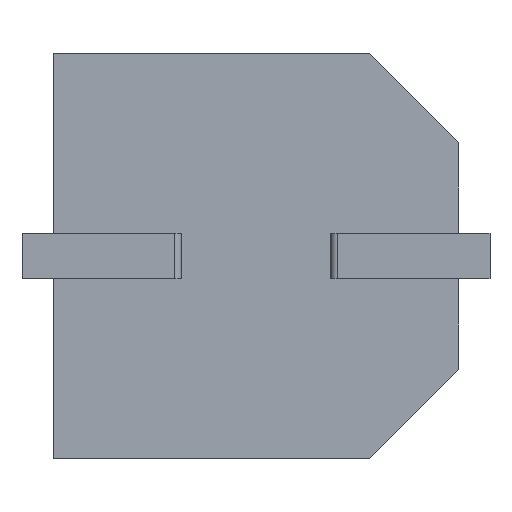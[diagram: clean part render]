
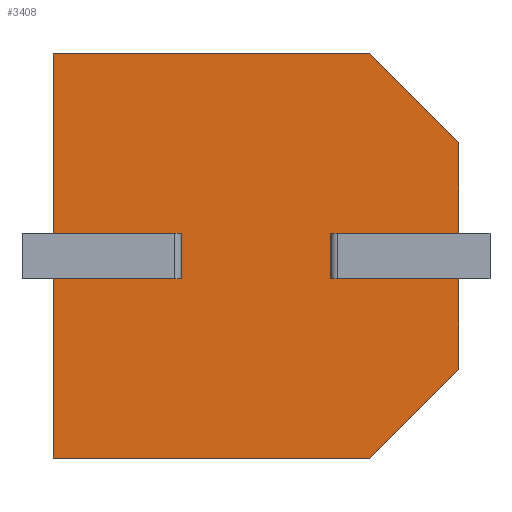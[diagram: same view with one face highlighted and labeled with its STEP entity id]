
A CAD part, front view. The second image highlights one B-rep face of the part: STEP entity #3408.
In plain terms, the highlighted planar face has unit normal (0, -1, 0).
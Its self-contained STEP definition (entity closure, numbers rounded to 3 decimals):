
#35 = CARTESIAN_POINT ( 'NONE',  ( 4.1, 0., -5.775 ) ) ;
#101 = ORIENTED_EDGE ( 'NONE', *, *, #209, .F. ) ;
#109 = EDGE_CURVE ( 'NONE', #414, #2661, #1807, .T. ) ;
#125 = DIRECTION ( 'NONE',  ( 0., 0., 1. ) ) ;
#127 = VECTOR ( 'NONE', #3165, 1000. ) ;
#152 = CARTESIAN_POINT ( 'NONE',  ( 0., 0., -5.775 ) ) ;
#185 = CARTESIAN_POINT ( 'NONE',  ( 13., 0., -5.775 ) ) ;
#209 = EDGE_CURVE ( 'NONE', #1948, #2661, #2057, .T. ) ;
#229 = DIRECTION ( 'NONE',  ( 1., 0., 0. ) ) ;
#261 = ORIENTED_EDGE ( 'NONE', *, *, #1757, .T. ) ;
#289 = LINE ( 'NONE', #3091, #2820 ) ;
#320 = CARTESIAN_POINT ( 'NONE',  ( 4.1, 0., -7.225 ) ) ;
#329 = CARTESIAN_POINT ( 'NONE',  ( 0., 0., -13. ) ) ;
#351 = CARTESIAN_POINT ( 'NONE',  ( 10.134, 0., 0. ) ) ;
#354 = DIRECTION ( 'NONE',  ( 1., 0., 0. ) ) ;
#357 = LINE ( 'NONE', #3509, #2982 ) ;
#362 = ORIENTED_EDGE ( 'NONE', *, *, #2994, .F. ) ;
#405 = VECTOR ( 'NONE', #2361, 1000. ) ;
#414 = VERTEX_POINT ( 'NONE', #2154 ) ;
#415 = EDGE_CURVE ( 'NONE', #2297, #2019, #1155, .T. ) ;
#436 = CARTESIAN_POINT ( 'NONE',  ( 0., 0., 0. ) ) ;
#467 = DIRECTION ( 'NONE',  ( 0., 0., -1. ) ) ;
#579 = VERTEX_POINT ( 'NONE', #351 ) ;
#635 = VECTOR ( 'NONE', #229, 1000. ) ;
#643 = LINE ( 'NONE', #1720, #3486 ) ;
#741 = ORIENTED_EDGE ( 'NONE', *, *, #1252, .T. ) ;
#756 = CARTESIAN_POINT ( 'NONE',  ( 0., 0., 0. ) ) ;
#798 = ORIENTED_EDGE ( 'NONE', *, *, #2138, .F. ) ;
#900 = VECTOR ( 'NONE', #1959, 1000. ) ;
#904 = CARTESIAN_POINT ( 'NONE',  ( 13., 0., -7.225 ) ) ;
#995 = CARTESIAN_POINT ( 'NONE',  ( 10.134, 0., -13. ) ) ;
#1091 = VERTEX_POINT ( 'NONE', #35 ) ;
#1149 = VECTOR ( 'NONE', #1324, 1000. ) ;
#1153 = VECTOR ( 'NONE', #125, 1000. ) ;
#1155 = LINE ( 'NONE', #1877, #2192 ) ;
#1215 = ORIENTED_EDGE ( 'NONE', *, *, #1438, .T. ) ;
#1252 = EDGE_CURVE ( 'NONE', #1595, #414, #1401, .T. ) ;
#1271 = CARTESIAN_POINT ( 'NONE',  ( 0., 0., -7.225 ) ) ;
#1296 = VERTEX_POINT ( 'NONE', #904 ) ;
#1324 = DIRECTION ( 'NONE',  ( 0., 0., -1. ) ) ;
#1341 = DIRECTION ( 'NONE',  ( -1., 0., 0. ) ) ;
#1371 = ORIENTED_EDGE ( 'NONE', *, *, #109, .T. ) ;
#1401 = LINE ( 'NONE', #2816, #1153 ) ;
#1438 = EDGE_CURVE ( 'NONE', #1946, #1952, #2051, .T. ) ;
#1454 = CARTESIAN_POINT ( 'NONE',  ( 0., 0., 0. ) ) ;
#1460 = ORIENTED_EDGE ( 'NONE', *, *, #415, .T. ) ;
#1464 = DIRECTION ( 'NONE',  ( 0.707, 0., 0.707 ) ) ;
#1521 = EDGE_CURVE ( 'NONE', #2019, #1829, #1962, .T. ) ;
#1556 = CARTESIAN_POINT ( 'NONE',  ( 8.9, 0., -7.225 ) ) ;
#1557 = VERTEX_POINT ( 'NONE', #2395 ) ;
#1576 = EDGE_CURVE ( 'NONE', #1946, #579, #3299, .T. ) ;
#1595 = VERTEX_POINT ( 'NONE', #1556 ) ;
#1677 = ORIENTED_EDGE ( 'NONE', *, *, #1521, .T. ) ;
#1713 = VECTOR ( 'NONE', #2068, 1000. ) ;
#1720 = CARTESIAN_POINT ( 'NONE',  ( 8.9, 0., -7.225 ) ) ;
#1732 = EDGE_LOOP ( 'NONE', ( #1860, #741, #1371, #101, #261, #3003, #1215, #798, #362, #1460, #1677, #3492, #1822, #2875 ) ) ;
#1757 = EDGE_CURVE ( 'NONE', #1948, #579, #357, .T. ) ;
#1769 = DIRECTION ( 'NONE',  ( 1., 0., 0. ) ) ;
#1796 = DIRECTION ( 'NONE',  ( 0., 1., 0. ) ) ;
#1807 = LINE ( 'NONE', #2844, #2983 ) ;
#1822 = ORIENTED_EDGE ( 'NONE', *, *, #3351, .T. ) ;
#1829 = VERTEX_POINT ( 'NONE', #329 ) ;
#1860 = ORIENTED_EDGE ( 'NONE', *, *, #3016, .F. ) ;
#1877 = CARTESIAN_POINT ( 'NONE',  ( 4.1, 0., -7.225 ) ) ;
#1891 = DIRECTION ( 'NONE',  ( -0.707, 0., 0.707 ) ) ;
#1946 = VERTEX_POINT ( 'NONE', #1454 ) ;
#1948 = VERTEX_POINT ( 'NONE', #3158 ) ;
#1952 = VERTEX_POINT ( 'NONE', #152 ) ;
#1959 = DIRECTION ( 'NONE',  ( 0., 0., 1. ) ) ;
#1962 = LINE ( 'NONE', #2888, #1149 ) ;
#2019 = VERTEX_POINT ( 'NONE', #1271 ) ;
#2051 = LINE ( 'NONE', #2099, #127 ) ;
#2057 = LINE ( 'NONE', #2094, #2979 ) ;
#2068 = DIRECTION ( 'NONE',  ( 1., 0., 0. ) ) ;
#2091 = EDGE_CURVE ( 'NONE', #1829, #3425, #2311, .T. ) ;
#2094 = CARTESIAN_POINT ( 'NONE',  ( 13., 0., 0. ) ) ;
#2099 = CARTESIAN_POINT ( 'NONE',  ( 0., 0., 0. ) ) ;
#2138 = EDGE_CURVE ( 'NONE', #1091, #1952, #3485, .T. ) ;
#2154 = CARTESIAN_POINT ( 'NONE',  ( 8.9, 0., -5.775 ) ) ;
#2192 = VECTOR ( 'NONE', #1341, 1000. ) ;
#2297 = VERTEX_POINT ( 'NONE', #320 ) ;
#2311 = LINE ( 'NONE', #2594, #1713 ) ;
#2361 = DIRECTION ( 'NONE',  ( 0., 0., -1. ) ) ;
#2395 = CARTESIAN_POINT ( 'NONE',  ( 13., 0., -10.134 ) ) ;
#2402 = VECTOR ( 'NONE', #3217, 1000. ) ;
#2508 = CARTESIAN_POINT ( 'NONE',  ( 4.1, 0., -7.225 ) ) ;
#2588 = DIRECTION ( 'NONE',  ( 0., 0., 1. ) ) ;
#2594 = CARTESIAN_POINT ( 'NONE',  ( 0., 0., -13. ) ) ;
#2658 = LINE ( 'NONE', #3367, #405 ) ;
#2661 = VERTEX_POINT ( 'NONE', #185 ) ;
#2698 = CARTESIAN_POINT ( 'NONE',  ( 4.1, 0., -5.775 ) ) ;
#2816 = CARTESIAN_POINT ( 'NONE',  ( 8.9, 0., -7.225 ) ) ;
#2820 = VECTOR ( 'NONE', #1464, 1000. ) ;
#2844 = CARTESIAN_POINT ( 'NONE',  ( 8.9, 0., -5.775 ) ) ;
#2846 = LINE ( 'NONE', #2508, #900 ) ;
#2875 = ORIENTED_EDGE ( 'NONE', *, *, #3401, .F. ) ;
#2888 = CARTESIAN_POINT ( 'NONE',  ( 0., 0., 0. ) ) ;
#2979 = VECTOR ( 'NONE', #467, 1000. ) ;
#2982 = VECTOR ( 'NONE', #1891, 1000. ) ;
#2983 = VECTOR ( 'NONE', #1769, 1000. ) ;
#2994 = EDGE_CURVE ( 'NONE', #2297, #1091, #2846, .T. ) ;
#3003 = ORIENTED_EDGE ( 'NONE', *, *, #1576, .F. ) ;
#3016 = EDGE_CURVE ( 'NONE', #1595, #1296, #643, .T. ) ;
#3091 = CARTESIAN_POINT ( 'NONE',  ( 13., 0., -10.134 ) ) ;
#3116 = PLANE ( 'NONE',  #3255 ) ;
#3120 = FACE_OUTER_BOUND ( 'NONE', #1732, .T. ) ;
#3158 = CARTESIAN_POINT ( 'NONE',  ( 13., 0., -2.866 ) ) ;
#3165 = DIRECTION ( 'NONE',  ( 0., 0., -1. ) ) ;
#3217 = DIRECTION ( 'NONE',  ( -1., 0., 0. ) ) ;
#3255 = AXIS2_PLACEMENT_3D ( 'NONE', #436, #1796, #2588 ) ;
#3299 = LINE ( 'NONE', #756, #635 ) ;
#3351 = EDGE_CURVE ( 'NONE', #3425, #1557, #289, .T. ) ;
#3367 = CARTESIAN_POINT ( 'NONE',  ( 13., 0., 0. ) ) ;
#3401 = EDGE_CURVE ( 'NONE', #1296, #1557, #2658, .T. ) ;
#3408 = ADVANCED_FACE ( 'NONE', ( #3120 ), #3116, .F. ) ;
#3425 = VERTEX_POINT ( 'NONE', #995 ) ;
#3485 = LINE ( 'NONE', #2698, #2402 ) ;
#3486 = VECTOR ( 'NONE', #354, 1000. ) ;
#3492 = ORIENTED_EDGE ( 'NONE', *, *, #2091, .T. ) ;
#3509 = CARTESIAN_POINT ( 'NONE',  ( 10.134, 0., 0. ) ) ;
